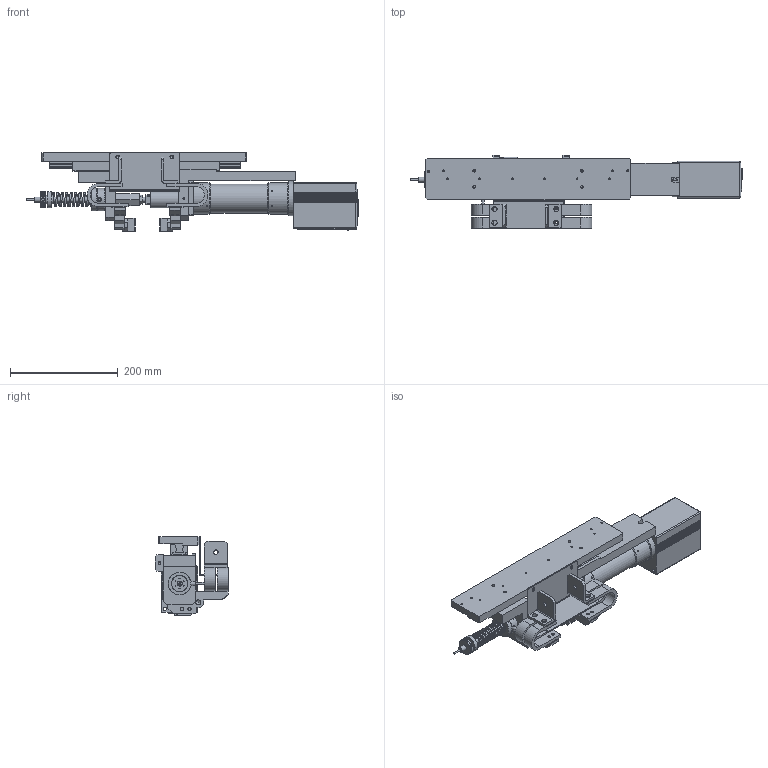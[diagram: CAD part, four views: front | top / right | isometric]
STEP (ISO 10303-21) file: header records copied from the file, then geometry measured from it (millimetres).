
FILE_DESCRIPTION(/* description */ (''),/* implementation_level */ '2;1');
FILE_NAME(/* name */ 'Pincer_assy2.stp',/* time_stamp */ '2016-10-26T18:42:31-07:00',/* author */ ('Dvega'),/* organization */ (''),/* preprocessor_version */ 'ST-DEVELOPER v16.1',/* originating_system */ 'Autodesk Inventor 2016',/* authorisation */ '');
FILE_SCHEMA (('AUTOMOTIVE_DESIGN { 1 0 10303 214 3 1 1 }'));
Length unit declared in the file: inch
Products named in the file (6): slide assy_Shrinkwrap_1; motor drive assy_Shrinkwrap_1; load cell assy_Shrinkwrap_1; Weldment center plate; Buss bar weldment; Pincer_assy2
Assembly tree (6 placements, depth 2):
  Pincer_assy2
    slide assy_Shrinkwrap_1
    motor drive assy_Shrinkwrap_1
    load cell assy_Shrinkwrap_1
    Weldment center plate
    Buss bar weldment  x2
Bounding box: 616.42 x 136.38 x 146.25 mm (x, y, z)
Volume: 2530138.5 mm3; surface area: 472045 mm2
Topology: 6 solids, 6 shells, 959 faces, 2450 edges, 1604 vertices
Faces by surface type: plane 602, cylinder 273, cone 56, bspline 26, sphere 1, torus 1
Full cylindrical faces by diameter (mm): 1.219 x8, 2.286 x12, 2.464 x4, 2.845 x6, 3.175 x1, 3.251 x9, 3.683 x4, 3.81 x2, 3.937 x6, 4.14 x8, 4.445 x4, 4.572 x1, 4.801 x1, 4.826 x1, 4.851 x1, 4.928 x26, 5.004 x8, 5.334 x8, 5.474 x4, 5.512 x6, 6.35 x14, 6.413 x4, 6.464 x4, 6.502 x2, 7.112 x1, 7.938 x6, 8.001 x1, 8.179 x4, 8.331 x2, 9.373 x10
Entity records: 31539 total; most frequent: CARTESIAN_POINT 8770, DIRECTION 4349, ORIENTED_EDGE 4090, EDGE_CURVE 2045, AXIS2_PLACEMENT_3D 1518, VERTEX_POINT 1470, EDGE_LOOP 1441, LINE 1313
